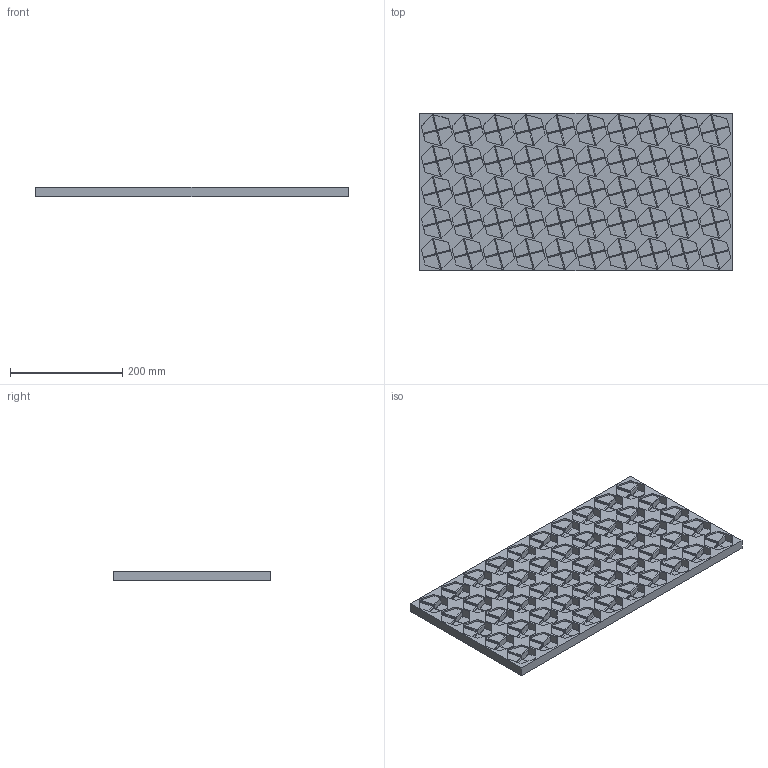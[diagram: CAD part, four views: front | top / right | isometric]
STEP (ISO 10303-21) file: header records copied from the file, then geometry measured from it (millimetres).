
FILE_DESCRIPTION(/* description */ (''),/* implementation_level */ '2;1');
FILE_NAME(/* name */ 'PAD_Plate_50_v2.step',/* time_stamp */ '2022-02-14T11:15:56+01:00',/* author */ (''),/* organization */ (''),/* preprocessor_version */ 'ST-DEVELOPER v18.1',/* originating_system */ 'Autodesk Translation Framework v10.13.0.1454',/* authorisation */ '');
FILE_SCHEMA (('AUTOMOTIVE_DESIGN { 1 0 10303 214 3 1 1 }'));
Length unit declared in the file: millimetre
Products named in the file (3): PAD_Plate_50_v2; Plate; PAD
Assembly tree (2 placements, depth 2):
  PAD_Plate_50_v2
    Plate
    PAD
Bounding box: 555 x 280 x 17 mm (x, y, z)
Volume: 1722673.1 mm3; surface area: 438823.1 mm2
Topology: 1 solids, 1 shells, 1656 faces, 4312 edges, 2708 vertices
Faces by surface type: cylinder 800, plane 656, sphere 100, torus 100
Entity records: 52040 total; most frequent: CARTESIAN_POINT 10481, DIRECTION 9034, ORIENTED_EDGE 8624, EDGE_CURVE 4312, AXIS2_PLACEMENT_3D 3261, VERTEX_POINT 2708, LINE 2512, VECTOR 2512
